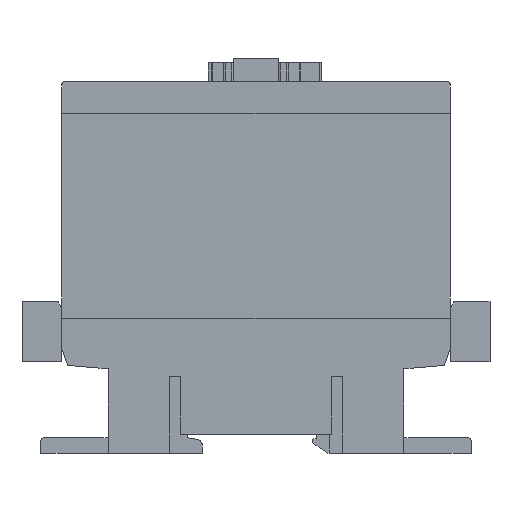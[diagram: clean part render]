
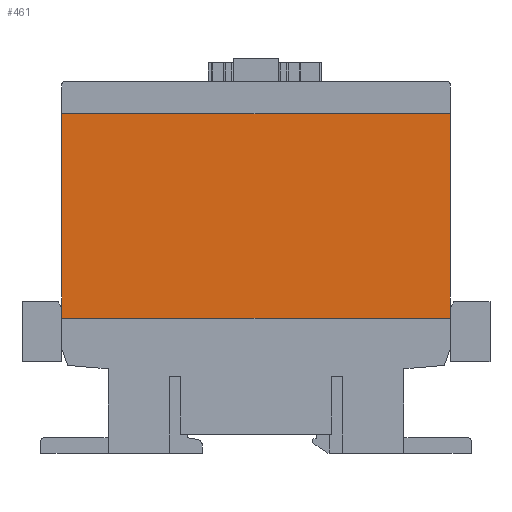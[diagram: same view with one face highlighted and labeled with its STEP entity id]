
A CAD part, left-side view. The second image highlights one B-rep face of the part: STEP entity #461.
In plain terms, the highlighted planar face has unit normal (-1, 0, 0).
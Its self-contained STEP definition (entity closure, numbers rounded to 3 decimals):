
#461=ADVANCED_FACE('',(#892),#658,.F.);
#658=PLANE('',#4645);
#892=FACE_OUTER_BOUND('',#1128,.T.);
#1128=EDGE_LOOP('',(#2197,#2198,#2199,#2200));
#2197=ORIENTED_EDGE('',*,*,#3261,.F.);
#2198=ORIENTED_EDGE('',*,*,#3258,.F.);
#2199=ORIENTED_EDGE('',*,*,#3255,.F.);
#2200=ORIENTED_EDGE('',*,*,#3251,.F.);
#2685=VERTEX_POINT('',#6882);
#2686=VERTEX_POINT('',#6883);
#2689=VERTEX_POINT('',#6891);
#2691=VERTEX_POINT('',#6897);
#3251=EDGE_CURVE('',#2685,#2686,#3767,.T.);
#3255=EDGE_CURVE('',#2686,#2689,#3771,.T.);
#3258=EDGE_CURVE('',#2689,#2691,#3774,.T.);
#3261=EDGE_CURVE('',#2691,#2685,#3777,.T.);
#3767=LINE('',#6881,#4279);
#3771=LINE('',#6890,#4283);
#3774=LINE('',#6896,#4286);
#3777=LINE('',#6902,#4289);
#4279=VECTOR('',#5672,1.);
#4283=VECTOR('',#5678,1.);
#4286=VECTOR('',#5683,1.);
#4289=VECTOR('',#5688,1.);
#4645=AXIS2_PLACEMENT_3D('',#6906,#5694,#5695);
#5672=DIRECTION('',(0.,1.,0.));
#5678=DIRECTION('',(0.,0.,1.));
#5683=DIRECTION('',(0.,-1.,0.));
#5688=DIRECTION('',(0.,0.,-1.));
#5694=DIRECTION('',(1.,0.,0.));
#5695=DIRECTION('',(0.,0.,-1.));
#6881=CARTESIAN_POINT('',(-18.,56.497,39.268));
#6882=CARTESIAN_POINT('',(-18.,-56.499,39.268));
#6883=CARTESIAN_POINT('',(-18.,56.497,39.268));
#6890=CARTESIAN_POINT('',(-18.,56.497,98.695));
#6891=CARTESIAN_POINT('',(-18.,56.497,98.695));
#6896=CARTESIAN_POINT('',(-18.,-56.499,98.695));
#6897=CARTESIAN_POINT('',(-18.,-56.499,98.695));
#6902=CARTESIAN_POINT('',(-18.,-56.499,39.268));
#6906=CARTESIAN_POINT('',(-18.,-0.001,68.982));
